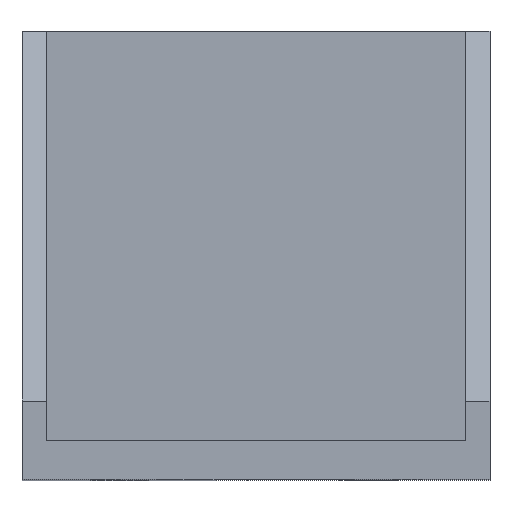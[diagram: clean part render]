
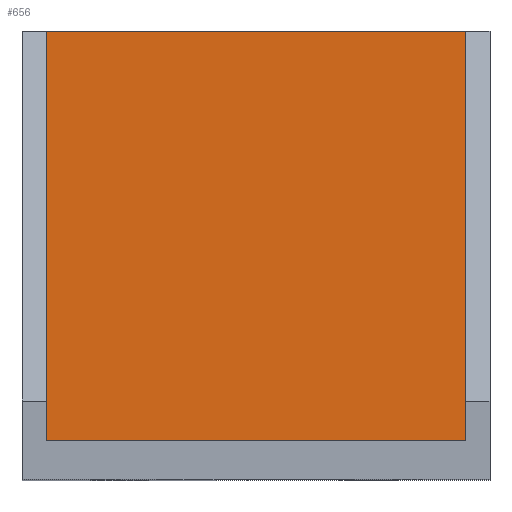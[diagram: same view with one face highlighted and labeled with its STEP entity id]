
A CAD part, top view. The second image highlights one B-rep face of the part: STEP entity #656.
In plain terms, the highlighted planar face has unit normal (0, 0, 1).
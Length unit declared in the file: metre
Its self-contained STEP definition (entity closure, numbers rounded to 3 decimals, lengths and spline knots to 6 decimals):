
#150=ORIENTED_EDGE('',*,*,#291,.T.);
#151=ORIENTED_EDGE('',*,*,#295,.F.);
#152=ORIENTED_EDGE('',*,*,#246,.F.);
#153=ORIENTED_EDGE('',*,*,#294,.T.);
#246=EDGE_CURVE('',#331,#332,#397,.T.);
#291=EDGE_CURVE('',#367,#366,#424,.T.);
#294=EDGE_CURVE('',#331,#367,#427,.T.);
#295=EDGE_CURVE('',#332,#366,#428,.T.);
#331=VERTEX_POINT('',#978);
#332=VERTEX_POINT('',#980);
#366=VERTEX_POINT('',#1065);
#367=VERTEX_POINT('',#1067);
#397=LINE('',#979,#468);
#424=LINE('',#1066,#495);
#427=LINE('',#1072,#498);
#428=LINE('',#1074,#499);
#468=VECTOR('',#783,1.);
#495=VECTOR('',#860,1.);
#498=VECTOR('',#867,1.);
#499=VECTOR('',#870,1.);
#539=EDGE_LOOP('',(#150,#151,#152,#153));
#592=FACE_BOUND('',#539,.T.);
#631=PLANE('',#721);
#656=ADVANCED_FACE('',(#592),#631,.F.);
#721=AXIS2_PLACEMENT_3D('',#1073,#868,#869);
#783=DIRECTION('',(1.,0.,0.));
#860=DIRECTION('',(1.,0.,0.));
#867=DIRECTION('',(0.,-1.,0.));
#868=DIRECTION('',(0.,0.,-1.));
#869=DIRECTION('',(-1.,0.,0.));
#870=DIRECTION('',(0.,-1.,0.));
#978=CARTESIAN_POINT('',(-0.0215,0.042,-0.018));
#979=CARTESIAN_POINT('',(0.,0.042,-0.018));
#980=CARTESIAN_POINT('',(0.0215,0.042,-0.018));
#1065=CARTESIAN_POINT('',(0.0215,0.,-0.018));
#1066=CARTESIAN_POINT('',(0.,0.,-0.018));
#1067=CARTESIAN_POINT('',(-0.0215,0.,-0.018));
#1072=CARTESIAN_POINT('',(-0.0215,0.042,-0.018));
#1073=CARTESIAN_POINT('',(0.,0.042,-0.018));
#1074=CARTESIAN_POINT('',(0.0215,0.042,-0.018));
